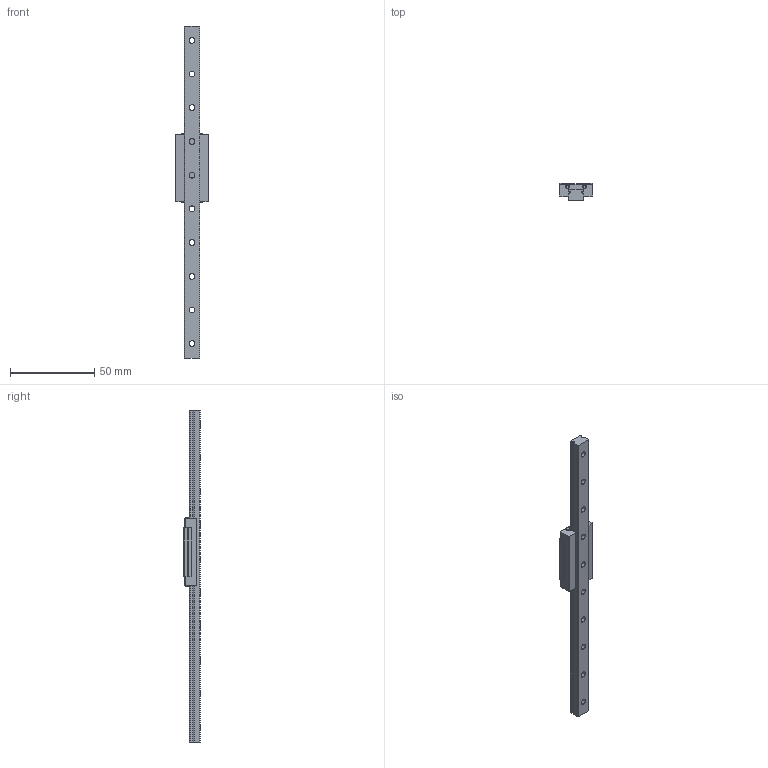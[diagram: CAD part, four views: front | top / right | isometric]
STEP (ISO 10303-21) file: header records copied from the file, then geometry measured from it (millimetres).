
FILE_DESCRIPTION (( 'STEP AP214' ), '1' );
FILE_NAME ('MGN9H1R197Z0 眻盄賑寢.step', '2024-11-20T12:50:11', ( 'Windows User' ), ( 'P R C' ), 'SwSTEP 2.0', 'SolidWorks 2020', '' );
FILE_SCHEMA (( 'AUTOMOTIVE_DESIGN' ));
Length unit declared in the file: millimetre
Products named in the file (3): MGN9H1R197Z0 眻盄賑寢; MGN9HZ1C 賑輸; MGNR9R197C 賑寢
Assembly tree (2 placements, depth 2):
  MGN9H1R197Z0 眻盄賑寢
    MGNR9R197C 賑寢
    MGN9HZ1C 賑輸
Bounding box: 20 x 10 x 197 mm (x, y, z)
Volume: 14168.2 mm3; surface area: 10557.4 mm2
Topology: 2 solids, 2 shells, 166 faces, 420 edges, 268 vertices
Faces by surface type: cylinder 71, plane 71, cone 16, torus 8
Entity records: 8165 total; most frequent: CARTESIAN_POINT 2619, ORIENTED_EDGE 824, DIRECTION 714, EDGE_CURVE 412, VERTEX_POINT 268, VECTOR 244, LINE 244, AXIS2_PLACEMENT_3D 235
